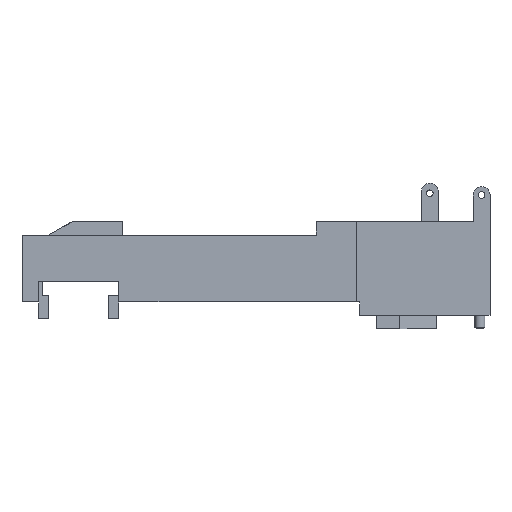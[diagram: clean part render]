
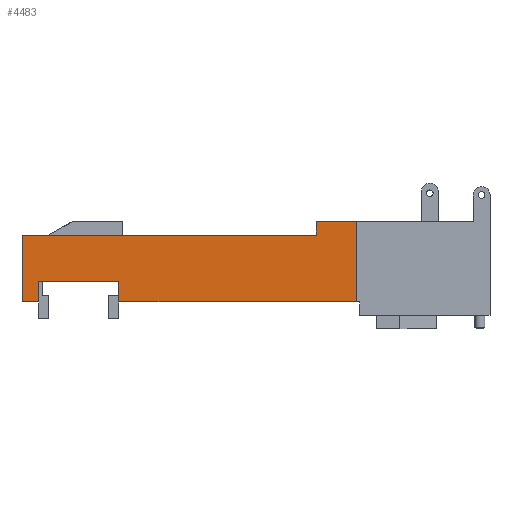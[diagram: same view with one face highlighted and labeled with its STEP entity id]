
A CAD part, front view. The second image highlights one B-rep face of the part: STEP entity #4483.
In plain terms, the highlighted planar face has unit normal (0, -1, 0).
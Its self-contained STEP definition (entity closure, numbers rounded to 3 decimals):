
#3488=CARTESIAN_POINT('POINT220',(-34.5,-4.,-2.));
#3489=VERTEX_POINT('VERTEX220',#3488);
#3496=CARTESIAN_POINT('POINT221',(-34.5,-4.,-5.));
#3497=VERTEX_POINT('VERTEX221',#3496);
#3498=CARTESIAN_POINT('POS417',(-34.5,-4.,-2.));
#3499=DIRECTION('DIR545',(0.,0.,-1.));
#3500=VECTOR('VEC289',#3499,1.);
#3501=LINE('STRAIGHT289',#3498,#3500);
#3502=EDGE_CURVE('EDGE319',#3489,#3497,#3501,.T.);
#3519=CARTESIAN_POINT('POINT222',(-37.,-4.,-5.));
#3520=VERTEX_POINT('VERTEX222',#3519);
#3521=CARTESIAN_POINT('POS420',(-37.,-4.,-5.));
#3522=DIRECTION('DIR549',(1.,0.,0.));
#3523=VECTOR('VEC291',#3522,1.);
#3524=LINE('STRAIGHT291',#3521,#3523);
#3525=EDGE_CURVE('EDGE321',#3520,#3497,#3524,.T.);
#3551=CARTESIAN_POINT('POINT223',(-37.,-4.,5.));
#3552=VERTEX_POINT('VERTEX223',#3551);
#3553=CARTESIAN_POINT('POS423',(-37.,-4.,-5.));
#3554=DIRECTION('DIR553',(0.,0.,1.));
#3555=VECTOR('VEC293',#3554,1.);
#3556=LINE('STRAIGHT293',#3553,#3555);
#3557=EDGE_CURVE('EDGE323',#3520,#3552,#3556,.T.);
#3577=CARTESIAN_POINT('POINT224',(7.,-4.,5.));
#3578=VERTEX_POINT('VERTEX224',#3577);
#3579=CARTESIAN_POINT('POS426',(7.,-4.,5.));
#3580=DIRECTION('DIR557',(-1.,0.,0.));
#3581=VECTOR('VEC295',#3580,1.);
#3582=LINE('STRAIGHT295',#3579,#3581);
#3583=EDGE_CURVE('EDGE325',#3578,#3552,#3582,.T.);
#3616=CARTESIAN_POINT('POINT226',(-22.5,-4.,-2.));
#3617=VERTEX_POINT('VERTEX226',#3616);
#3624=CARTESIAN_POINT('POS431',(-34.5,-4.,-2.));
#3625=DIRECTION('DIR563',(1.,0.,0.));
#3626=VECTOR('VEC299',#3625,1.);
#3627=LINE('STRAIGHT299',#3624,#3626);
#3628=EDGE_CURVE('EDGE329',#3489,#3617,#3627,.T.);
#3640=CARTESIAN_POINT('POINT227',(7.,-4.,7.));
#3641=VERTEX_POINT('VERTEX227',#3640);
#3642=CARTESIAN_POINT('POS433',(7.,-4.,5.));
#3643=DIRECTION('DIR566',(0.,0.,1.));
#3644=VECTOR('VEC300',#3643,1.);
#3645=LINE('STRAIGHT300',#3642,#3644);
#3646=EDGE_CURVE('EDGE330',#3578,#3641,#3645,.T.);
#4249=CARTESIAN_POINT('POINT259',(-22.5,-4.,-5.));
#4250=VERTEX_POINT('VERTEX259',#4249);
#4251=CARTESIAN_POINT('POS505',(-22.5,-4.,-2.));
#4252=DIRECTION('DIR663',(0.,0.,-1.));
#4253=VECTOR('VEC347',#4252,1.);
#4254=LINE('STRAIGHT347',#4251,#4253);
#4255=EDGE_CURVE('EDGE382',#3617,#4250,#4254,.T.);
#4447=ORIENTED_EDGE('COEDGE750',*,*,#3628,.T.);
#4448=ORIENTED_EDGE('COEDGE751',*,*,#4255,.T.);
#4449=CARTESIAN_POINT('POINT267',(13.,-4.,-5.));
#4450=VERTEX_POINT('VERTEX267',#4449);
#4451=CARTESIAN_POINT('POS527',(-22.5,-4.,-5.));
#4452=DIRECTION('DIR692',(1.,0.,0.));
#4453=VECTOR('VEC362',#4452,1.);
#4454=LINE('STRAIGHT362',#4451,#4453);
#4455=EDGE_CURVE('EDGE397',#4250,#4450,#4454,.T.);
#4456=ORIENTED_EDGE('COEDGE752',*,*,#4455,.T.);
#4457=CARTESIAN_POINT('POINT268',(13.,-4.,7.));
#4458=VERTEX_POINT('VERTEX268',#4457);
#4459=CARTESIAN_POINT('POS528',(13.,-4.,-5.));
#4460=DIRECTION('DIR693',(0.,0.,1.));
#4461=VECTOR('VEC363',#4460,1.);
#4462=LINE('STRAIGHT363',#4459,#4461);
#4463=EDGE_CURVE('EDGE398',#4450,#4458,#4462,.T.);
#4464=ORIENTED_EDGE('COEDGE753',*,*,#4463,.T.);
#4465=CARTESIAN_POINT('POS529',(7.,-4.,7.));
#4466=DIRECTION('DIR694',(1.,0.,0.));
#4467=VECTOR('VEC364',#4466,1.);
#4468=LINE('STRAIGHT364',#4465,#4467);
#4469=EDGE_CURVE('EDGE399',#3641,#4458,#4468,.T.);
#4470=ORIENTED_EDGE('COEDGE754',*,*,#4469,.F.);
#4471=ORIENTED_EDGE('COEDGE755',*,*,#3646,.F.);
#4472=ORIENTED_EDGE('COEDGE756',*,*,#3583,.T.);
#4473=ORIENTED_EDGE('COEDGE757',*,*,#3557,.F.);
#4474=ORIENTED_EDGE('COEDGE758',*,*,#3525,.T.);
#4475=ORIENTED_EDGE('COEDGE759',*,*,#3502,.F.);
#4476=EDGE_LOOP('NONE',(#4447,#4448,#4456,#4464,#4470,#4471,#4472,#4473,
   #4474,#4475));
#4477=FACE_BOUND('LOOP1',#4476,.T.);
#4478=CARTESIAN_POINT('POS530',(-33.,-4.,-5.));
#4479=DIRECTION('DIR695',(0.,-1.,0.));
#4480=DIRECTION('DIR696',(1.,0.,0.));
#4481=AXIS2_PLACEMENT_3D('AXIS166',#4478,#4479,#4480);
#4482=PLANE('PLANE118',#4481);
#4483=ADVANCED_FACE('FACE135',(#4477),#4482,.T.);
